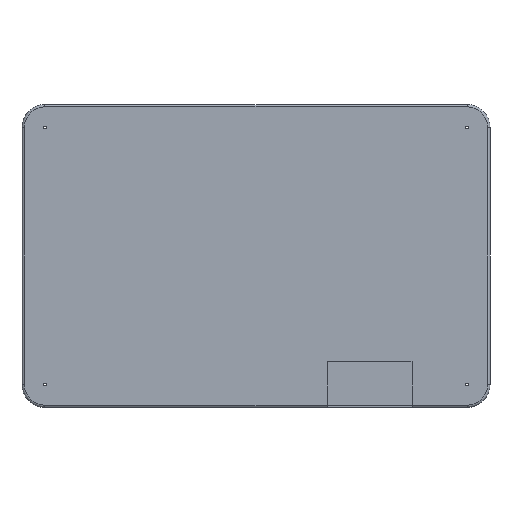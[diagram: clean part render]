
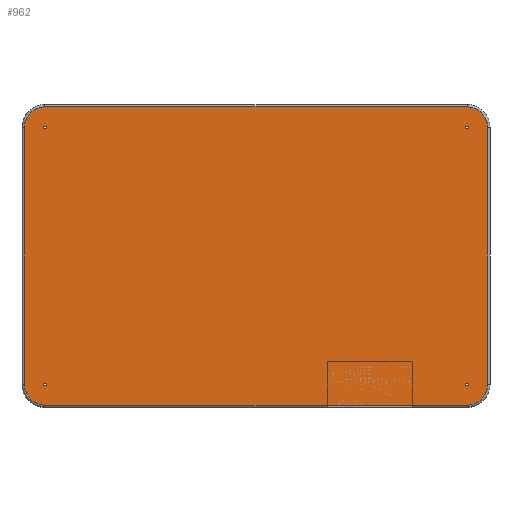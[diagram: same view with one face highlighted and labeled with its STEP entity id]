
A CAD part, front view. The second image highlights one B-rep face of the part: STEP entity #962.
In plain terms, the highlighted planar face has unit normal (0, -1, 0).
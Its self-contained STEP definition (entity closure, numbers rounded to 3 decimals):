
#35=FACE_BOUND('',#341,.T.);
#36=FACE_BOUND('',#342,.T.);
#37=FACE_BOUND('',#343,.T.);
#38=FACE_BOUND('',#344,.T.);
#46=PLANE('',#1063);
#86=LINE('',#1544,#167);
#92=LINE('',#1572,#173);
#93=LINE('',#1576,#174);
#94=LINE('',#1578,#175);
#167=VECTOR('',#1209,10.);
#173=VECTOR('',#1243,10.);
#174=VECTOR('',#1248,10.);
#175=VECTOR('',#1251,10.);
#273=FACE_OUTER_BOUND('',#340,.T.);
#340=EDGE_LOOP('',(#735,#736,#737,#738,#739,#740,#741,#742));
#341=EDGE_LOOP('',(#743));
#342=EDGE_LOOP('',(#744));
#343=EDGE_LOOP('',(#745));
#344=EDGE_LOOP('',(#746));
#403=CIRCLE('',#1033,4.5);
#417=CIRCLE('',#1052,4.5);
#421=CIRCLE('',#1058,4.5);
#423=CIRCLE('',#1064,4.5);
#424=CIRCLE('',#1065,0.3);
#425=CIRCLE('',#1066,0.3);
#426=CIRCLE('',#1067,0.3);
#427=CIRCLE('',#1068,0.3);
#446=VERTEX_POINT('',#1477);
#449=VERTEX_POINT('',#1482);
#475=VERTEX_POINT('',#1543);
#476=VERTEX_POINT('',#1547);
#478=VERTEX_POINT('',#1555);
#481=VERTEX_POINT('',#1560);
#483=VERTEX_POINT('',#1571);
#484=VERTEX_POINT('',#1575);
#485=VERTEX_POINT('',#1579);
#486=VERTEX_POINT('',#1581);
#487=VERTEX_POINT('',#1583);
#488=VERTEX_POINT('',#1585);
#533=EDGE_CURVE('',#449,#446,#403,.T.);
#563=EDGE_CURVE('',#446,#475,#86,.T.);
#567=EDGE_CURVE('',#475,#476,#417,.T.);
#572=EDGE_CURVE('',#481,#478,#421,.T.);
#577=EDGE_CURVE('',#478,#483,#92,.T.);
#579=EDGE_CURVE('',#484,#449,#93,.T.);
#580=EDGE_CURVE('',#483,#484,#423,.T.);
#581=EDGE_CURVE('',#476,#481,#94,.T.);
#582=EDGE_CURVE('',#485,#485,#424,.T.);
#583=EDGE_CURVE('',#486,#486,#425,.T.);
#584=EDGE_CURVE('',#487,#487,#426,.T.);
#585=EDGE_CURVE('',#488,#488,#427,.T.);
#735=ORIENTED_EDGE('',*,*,#533,.F.);
#736=ORIENTED_EDGE('',*,*,#579,.F.);
#737=ORIENTED_EDGE('',*,*,#580,.F.);
#738=ORIENTED_EDGE('',*,*,#577,.F.);
#739=ORIENTED_EDGE('',*,*,#572,.F.);
#740=ORIENTED_EDGE('',*,*,#581,.F.);
#741=ORIENTED_EDGE('',*,*,#567,.F.);
#742=ORIENTED_EDGE('',*,*,#563,.F.);
#743=ORIENTED_EDGE('',*,*,#582,.F.);
#744=ORIENTED_EDGE('',*,*,#583,.F.);
#745=ORIENTED_EDGE('',*,*,#584,.F.);
#746=ORIENTED_EDGE('',*,*,#585,.F.);
#962=ADVANCED_FACE('',(#273,#35,#36,#37,#38),#46,.F.);
#1033=AXIS2_PLACEMENT_3D('',#1484,#1160,#1161);
#1052=AXIS2_PLACEMENT_3D('',#1551,#1218,#1219);
#1058=AXIS2_PLACEMENT_3D('',#1562,#1231,#1232);
#1063=AXIS2_PLACEMENT_3D('',#1574,#1246,#1247);
#1064=AXIS2_PLACEMENT_3D('',#1577,#1249,#1250);
#1065=AXIS2_PLACEMENT_3D('',#1580,#1252,#1253);
#1066=AXIS2_PLACEMENT_3D('',#1582,#1254,#1255);
#1067=AXIS2_PLACEMENT_3D('',#1584,#1256,#1257);
#1068=AXIS2_PLACEMENT_3D('',#1586,#1258,#1259);
#1160=DIRECTION('center_axis',(0.,1.,0.));
#1161=DIRECTION('ref_axis',(0.707,0.,-0.707));
#1209=DIRECTION('',(-1.,0.,0.));
#1218=DIRECTION('center_axis',(0.,1.,0.));
#1219=DIRECTION('ref_axis',(-0.707,0.,-0.707));
#1231=DIRECTION('center_axis',(0.,1.,0.));
#1232=DIRECTION('ref_axis',(-0.707,0.,0.707));
#1243=DIRECTION('',(1.,0.,0.));
#1246=DIRECTION('center_axis',(0.,1.,0.));
#1247=DIRECTION('ref_axis',(1.,0.,0.));
#1248=DIRECTION('',(0.,0.,-1.));
#1249=DIRECTION('center_axis',(0.,1.,0.));
#1250=DIRECTION('ref_axis',(0.707,0.,0.707));
#1251=DIRECTION('',(0.,0.,1.));
#1252=DIRECTION('center_axis',(0.,-1.,0.));
#1253=DIRECTION('ref_axis',(1.,0.,0.));
#1254=DIRECTION('center_axis',(0.,-1.,0.));
#1255=DIRECTION('ref_axis',(1.,0.,0.));
#1256=DIRECTION('center_axis',(0.,-1.,0.));
#1257=DIRECTION('ref_axis',(1.,0.,0.));
#1258=DIRECTION('center_axis',(0.,-1.,0.));
#1259=DIRECTION('ref_axis',(1.,0.,0.));
#1477=CARTESIAN_POINT('',(37.,0.,-59.5));
#1482=CARTESIAN_POINT('',(41.5,0.,-55.));
#1484=CARTESIAN_POINT('Origin',(37.,0.,-55.));
#1543=CARTESIAN_POINT('',(-55.,0.,-59.5));
#1544=CARTESIAN_POINT('',(39.5,0.,-59.5));
#1547=CARTESIAN_POINT('',(-59.5,0.,-55.));
#1551=CARTESIAN_POINT('Origin',(-55.,0.,-55.));
#1555=CARTESIAN_POINT('',(-55.,0.,5.5));
#1560=CARTESIAN_POINT('',(-59.5,0.,1.));
#1562=CARTESIAN_POINT('Origin',(-55.,0.,1.));
#1571=CARTESIAN_POINT('',(37.,0.,5.5));
#1572=CARTESIAN_POINT('',(-11.5,0.,5.5));
#1574=CARTESIAN_POINT('Origin',(37.,0.,-55.));
#1575=CARTESIAN_POINT('',(41.5,0.,1.));
#1576=CARTESIAN_POINT('',(41.5,0.,-24.5));
#1577=CARTESIAN_POINT('Origin',(37.,0.,1.));
#1578=CARTESIAN_POINT('',(-59.5,0.,-57.5));
#1579=CARTESIAN_POINT('',(36.7,0.,-55.));
#1580=CARTESIAN_POINT('Origin',(37.,0.,-55.));
#1581=CARTESIAN_POINT('',(-55.3,0.,-55.));
#1582=CARTESIAN_POINT('Origin',(-55.,0.,-55.));
#1583=CARTESIAN_POINT('',(36.7,0.,1.));
#1584=CARTESIAN_POINT('Origin',(37.,0.,1.));
#1585=CARTESIAN_POINT('',(-55.3,0.,1.));
#1586=CARTESIAN_POINT('Origin',(-55.,0.,1.));
